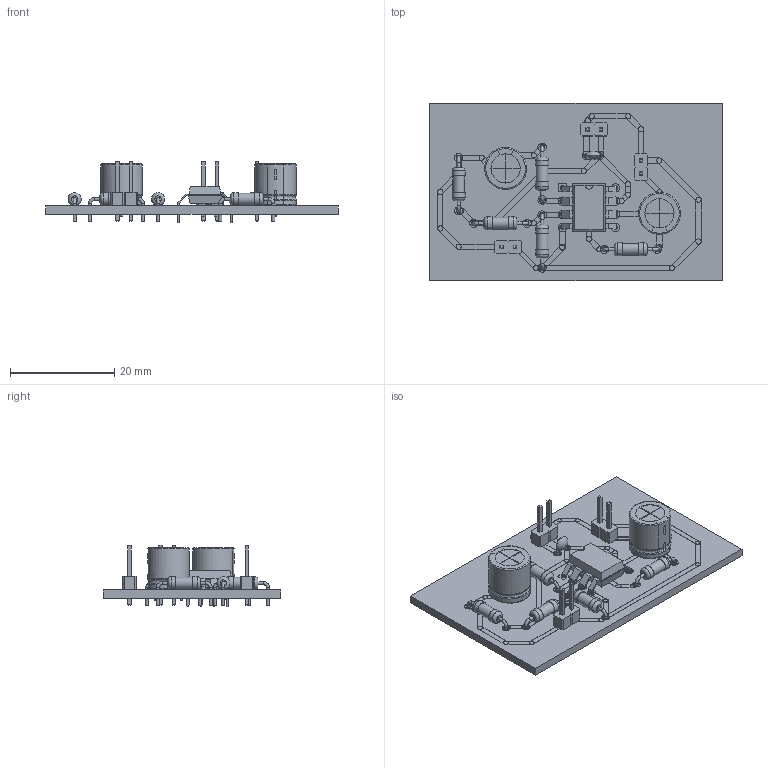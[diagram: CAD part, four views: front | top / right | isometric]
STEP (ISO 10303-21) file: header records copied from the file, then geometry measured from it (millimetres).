
FILE_DESCRIPTION(('KiCad electronic assembly'),'2;1');
FILE_NAME('Microphone.step','2024-04-27T05:57:13',('Pcbnew'),('Kicad'), 'Open CASCADE STEP processor 7.6','KiCad to STEP converter','Unknown' );
FILE_SCHEMA(('AUTOMOTIVE_DESIGN { 1 0 10303 214 1 1 1 1 }'));
Length unit declared in the file: millimetre
Products named in the file (158): Microphone 1; R_Axial_DIN0207_L6.3mm_D2.5mm_P10.16mm_Horizontal; R_Axial_DIN0207_L63mm_D25mm_P1016mm_Horizontal; PinHeader_1x02_P2.54mm_Vertical; PinHeader_1x02_P254mm_Vertical; CP_Radial_D8.0mm_P5.00mm; CP_Radial_D80mm_P500mm; DIP-8_W10.16mm; C_Disc_D3.0mm_W1.6mm_P2.50mm; C_Disc_D30mm_W16mm_P250mm; Microphone_track_1; Microphone_track_2; Microphone_track_3; Microphone_track_4; Microphone_track_5; Microphone_track_6; Microphone_track_7; Microphone_track_8; Microphone_track_9; Microphone_track_10; Microphone_track_11; Microphone_track_12; Microphone_track_13; Microphone_track_14; Microphone_track_15; Microphone_track_16; Microphone_track_17; Microphone_track_18; Microphone_track_19; Microphone_track_20; Microphone_track_21; Microphone_track_22; Microphone_track_23; Microphone_track_24; Microphone_track_25; Microphone_track_26; Microphone_track_27; Microphone_track_28; Microphone_track_29; Microphone_track_30 ...
Assembly tree (164 placements, depth 3):
  Microphone 1
    R_Axial_DIN0207_L6.3mm_D2.5mm_P10.16mm_Horizontal  x5
      R_Axial_DIN0207_L63mm_D25mm_P1016mm_Horizontal
    PinHeader_1x02_P2.54mm_Vertical  x3
      PinHeader_1x02_P254mm_Vertical
    CP_Radial_D8.0mm_P5.00mm  x2
      CP_Radial_D80mm_P500mm
    DIP-8_W10.16mm
      DIP-8_W10.16mm
    C_Disc_D3.0mm_W1.6mm_P2.50mm
      C_Disc_D30mm_W16mm_P250mm
    Microphone_track_1
    Microphone_track_2
    Microphone_track_3
    Microphone_track_4
    Microphone_track_5
    Microphone_track_6
    Microphone_track_7
    Microphone_track_8
    Microphone_track_9
    Microphone_track_10
    Microphone_track_11
    Microphone_track_12
    Microphone_track_13
    Microphone_track_14
    Microphone_track_15
    Microphone_track_16
    Microphone_track_17
    Microphone_track_18
    Microphone_track_19
    Microphone_track_20
    Microphone_track_21
    Microphone_track_22
    Microphone_track_23
    Microphone_track_24
    Microphone_track_25
    Microphone_track_26
    Microphone_track_27
    Microphone_track_28
    Microphone_track_29
    Microphone_track_30
    Microphone_track_31
    Microphone_track_32
    Microphone_track_33
    Microphone_track_34
    Microphone_track_35
    Microphone_track_36
    Microphone_track_37
    Microphone_track_38
    Microphone_track_39
    Microphone_track_40
    Microphone_track_41
    Microphone_track_42
    Microphone_track_43
    Microphone_track_44
    Microphone_track_45
    Microphone_track_46
    Microphone_track_47
    Microphone_track_48
    Microphone_track_49
Bounding box: 56 x 34 x 11.84 mm (x, y, z)
Volume: 4277.3 mm3; surface area: 6990.7 mm2
Topology: 159 solids, 161 shells, 2153 faces, 5246 edges, 3451 vertices
Faces by surface type: plane 1671, cylinder 406, bspline 36, torus 24, revolution 14, sphere 2
Full cylindrical faces by diameter (mm): 0.5 x6, 0.6 x20, 0.75 x102, 0.8 x48, 0.95 x26, 1 x12, 1.6 x18, 2.25 x5, 2.5 x10
Entity records: 64132 total; most frequent: CARTESIAN_POINT 11535, DIRECTION 9578, ORIENTED_EDGE 9516, EDGE_CURVE 4758, LINE 3938, VECTOR 3938, VERTEX_POINT 3148, AXIS2_PLACEMENT_3D 2816
